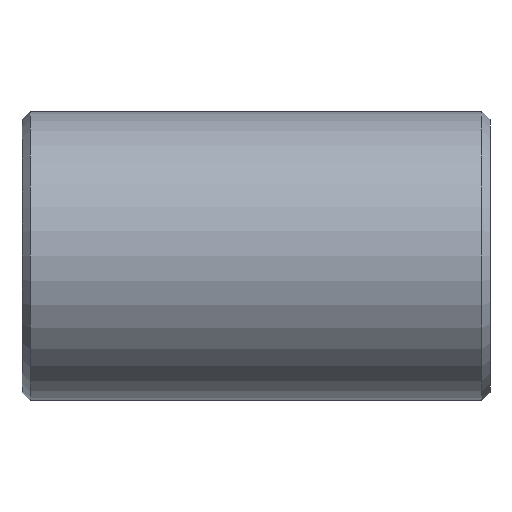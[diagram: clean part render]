
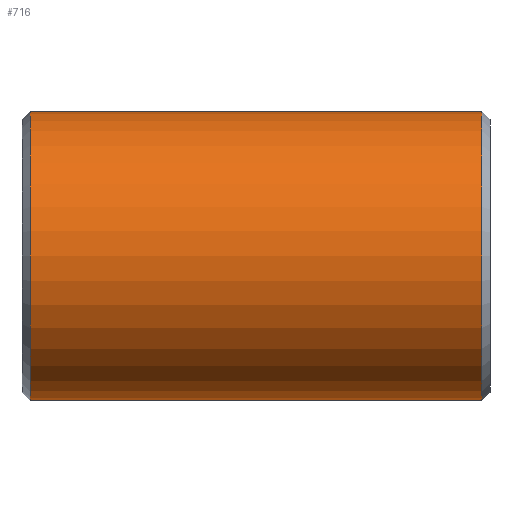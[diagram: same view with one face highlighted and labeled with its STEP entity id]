
A CAD part, front view. The second image highlights one B-rep face of the part: STEP entity #716.
In plain terms, the highlighted cylindrical face has radius 109.537 mm (diameter 219.075 mm), a partial arc.
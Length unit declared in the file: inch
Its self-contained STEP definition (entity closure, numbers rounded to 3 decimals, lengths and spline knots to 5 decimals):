
#15 = AXIS2_PLACEMENT_3D ( 'NONE', #412, #658, #351 ) ;
#20 = ORIENTED_EDGE ( 'NONE', *, *, #161, .F. ) ;
#21 = CARTESIAN_POINT ( 'NONE',  ( 6.76033, 0., 4.3125 ) ) ;
#52 = VECTOR ( 'NONE', #136, 39.37008 ) ;
#54 = ORIENTED_EDGE ( 'NONE', *, *, #747, .T. ) ;
#70 = CARTESIAN_POINT ( 'NONE',  ( -6.76033, 0., 4.3125 ) ) ;
#82 = CARTESIAN_POINT ( 'NONE',  ( 7., 0., 0. ) ) ;
#106 = AXIS2_PLACEMENT_3D ( 'NONE', #82, #334, #390 ) ;
#118 = LINE ( 'NONE', #313, #52 ) ;
#125 = AXIS2_PLACEMENT_3D ( 'NONE', #321, #516, #767 ) ;
#136 = DIRECTION ( 'NONE',  ( -1., 0., 0. ) ) ;
#161 = EDGE_CURVE ( 'NONE', #624, #196, #118, .T. ) ;
#196 = VERTEX_POINT ( 'NONE', #261 ) ;
#201 = ORIENTED_EDGE ( 'NONE', *, *, #488, .T. ) ;
#202 = DIRECTION ( 'NONE',  ( -1., 0., 0. ) ) ;
#205 = VECTOR ( 'NONE', #202, 39.37008 ) ;
#206 = CARTESIAN_POINT ( 'NONE',  ( 7., 0., 4.3125 ) ) ;
#216 = CIRCLE ( 'NONE', #15, 4.3125 ) ;
#261 = CARTESIAN_POINT ( 'NONE',  ( -6.76033, 0., -4.3125 ) ) ;
#313 = CARTESIAN_POINT ( 'NONE',  ( 7., 0., -4.3125 ) ) ;
#321 = CARTESIAN_POINT ( 'NONE',  ( -6.76033, 0., 0. ) ) ;
#333 = ORIENTED_EDGE ( 'NONE', *, *, #696, .T. ) ;
#334 = DIRECTION ( 'NONE',  ( -1., 0., 0. ) ) ;
#351 = DIRECTION ( 'NONE',  ( 0., 0., -1. ) ) ;
#390 = DIRECTION ( 'NONE',  ( 0., 0., 1. ) ) ;
#397 = CYLINDRICAL_SURFACE ( 'NONE', #106, 4.3125 ) ;
#412 = CARTESIAN_POINT ( 'NONE',  ( 6.76033, 0., 0. ) ) ;
#488 = EDGE_CURVE ( 'NONE', #624, #675, #216, .T. ) ;
#499 = EDGE_LOOP ( 'NONE', ( #20, #201, #333, #54 ) ) ;
#516 = DIRECTION ( 'NONE',  ( 1., 0., 0. ) ) ;
#549 = VERTEX_POINT ( 'NONE', #70 ) ;
#601 = CIRCLE ( 'NONE', #125, 4.3125 ) ;
#624 = VERTEX_POINT ( 'NONE', #635 ) ;
#635 = CARTESIAN_POINT ( 'NONE',  ( 6.76033, 0., -4.3125 ) ) ;
#643 = FACE_OUTER_BOUND ( 'NONE', #499, .T. ) ;
#658 = DIRECTION ( 'NONE',  ( -1., 0., 0. ) ) ;
#675 = VERTEX_POINT ( 'NONE', #21 ) ;
#696 = EDGE_CURVE ( 'NONE', #675, #549, #751, .T. ) ;
#716 = ADVANCED_FACE ( 'NONE', ( #643 ), #397, .T. ) ;
#747 = EDGE_CURVE ( 'NONE', #549, #196, #601, .T. ) ;
#751 = LINE ( 'NONE', #206, #205 ) ;
#767 = DIRECTION ( 'NONE',  ( 0., 0., 1. ) ) ;
